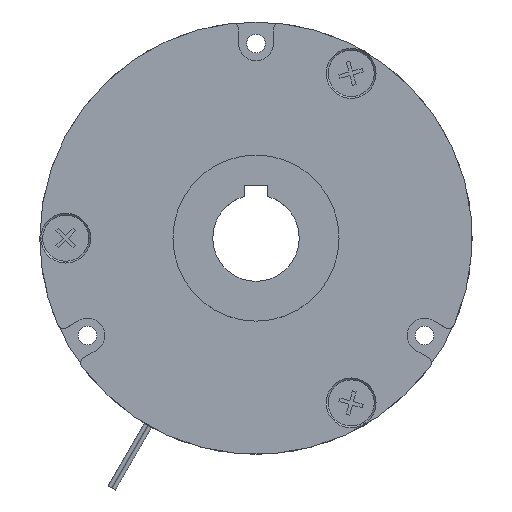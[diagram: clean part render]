
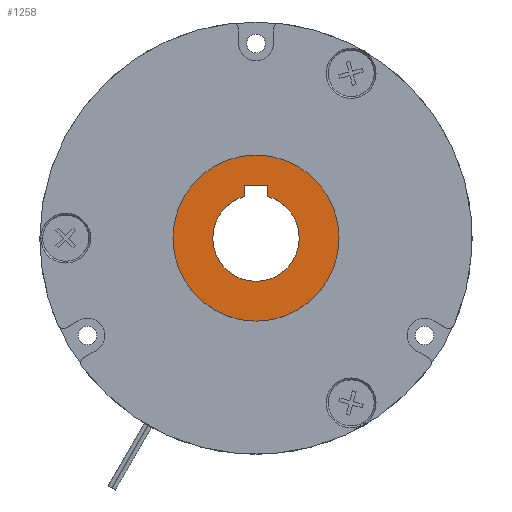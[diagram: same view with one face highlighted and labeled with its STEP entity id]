
A CAD part, top view. The second image highlights one B-rep face of the part: STEP entity #1258.
In plain terms, the highlighted planar face has unit normal (0, 0, 1).
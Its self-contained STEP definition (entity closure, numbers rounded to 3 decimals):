
#15 = CARTESIAN_POINT ( 'NONE',  ( 0., 0., 41.2 ) ) ;
#17 = AXIS2_PLACEMENT_3D ( 'NONE', #3700, #4073, #367 ) ;
#106 = ORIENTED_EDGE ( 'NONE', *, *, #5016, .F. ) ;
#119 = EDGE_LOOP ( 'NONE', ( #4876, #3592 ) ) ;
#120 = CARTESIAN_POINT ( 'NONE',  ( 4., 14.457, 41.2 ) ) ;
#149 = CIRCLE ( 'NONE', #5263, 28.8 ) ;
#176 = DIRECTION ( 'NONE',  ( 0., -1., 0. ) ) ;
#184 = ORIENTED_EDGE ( 'NONE', *, *, #4388, .F. ) ;
#342 = CARTESIAN_POINT ( 'NONE',  ( 0., 0., 41.2 ) ) ;
#359 = CARTESIAN_POINT ( 'NONE',  ( 0., 0., 41.2 ) ) ;
#367 = DIRECTION ( 'NONE',  ( 1., 0., 0. ) ) ;
#391 = VERTEX_POINT ( 'NONE', #2880 ) ;
#558 = CARTESIAN_POINT ( 'NONE',  ( -4., 14.457, 41.2 ) ) ;
#574 = CARTESIAN_POINT ( 'NONE',  ( -4., 14.457, 41.2 ) ) ;
#667 = CARTESIAN_POINT ( 'NONE',  ( 4., 14.457, 41.2 ) ) ;
#735 = VERTEX_POINT ( 'NONE', #1877 ) ;
#758 = CARTESIAN_POINT ( 'NONE',  ( -4., 18.3, 41.2 ) ) ;
#783 = FACE_OUTER_BOUND ( 'NONE', #119, .T. ) ;
#796 = PLANE ( 'NONE',  #17 ) ;
#998 = VECTOR ( 'NONE', #2561, 1000. ) ;
#1166 = VERTEX_POINT ( 'NONE', #1426 ) ;
#1207 = EDGE_CURVE ( 'NONE', #1166, #391, #149, .T. ) ;
#1258 = ADVANCED_FACE ( 'NONE', ( #4914, #783 ), #796, .T. ) ;
#1382 = VECTOR ( 'NONE', #1949, 1000. ) ;
#1426 = CARTESIAN_POINT ( 'NONE',  ( 28.8, 0., 41.2 ) ) ;
#1485 = VERTEX_POINT ( 'NONE', #5137 ) ;
#1490 = EDGE_CURVE ( 'NONE', #735, #3652, #3574, .T. ) ;
#1665 = AXIS2_PLACEMENT_3D ( 'NONE', #4406, #3207, #3257 ) ;
#1766 = CARTESIAN_POINT ( 'NONE',  ( 4., 18.3, 41.2 ) ) ;
#1768 = AXIS2_PLACEMENT_3D ( 'NONE', #359, #2398, #4082 ) ;
#1877 = CARTESIAN_POINT ( 'NONE',  ( -15., 0., 41.2 ) ) ;
#1949 = DIRECTION ( 'NONE',  ( 0., 1., 0. ) ) ;
#2068 = ORIENTED_EDGE ( 'NONE', *, *, #4544, .T. ) ;
#2105 = DIRECTION ( 'NONE',  ( -1., 0., 0. ) ) ;
#2197 = VERTEX_POINT ( 'NONE', #1766 ) ;
#2398 = DIRECTION ( 'NONE',  ( 0., 0., -1. ) ) ;
#2447 = DIRECTION ( 'NONE',  ( -1., 0., 0. ) ) ;
#2561 = DIRECTION ( 'NONE',  ( -1., 0., 0. ) ) ;
#2797 = CIRCLE ( 'NONE', #1665, 28.8 ) ;
#2842 = CARTESIAN_POINT ( 'NONE',  ( 0., 0., 41.2 ) ) ;
#2880 = CARTESIAN_POINT ( 'NONE',  ( -28.8, 0., 41.2 ) ) ;
#3207 = DIRECTION ( 'NONE',  ( 0., 0., -1. ) ) ;
#3252 = VERTEX_POINT ( 'NONE', #120 ) ;
#3257 = DIRECTION ( 'NONE',  ( -1., 0., 0. ) ) ;
#3323 = LINE ( 'NONE', #4625, #998 ) ;
#3418 = CIRCLE ( 'NONE', #3453, 15. ) ;
#3453 = AXIS2_PLACEMENT_3D ( 'NONE', #15, #4112, #2447 ) ;
#3460 = DIRECTION ( 'NONE',  ( 0., 0., -1. ) ) ;
#3498 = EDGE_CURVE ( 'NONE', #1485, #735, #3418, .T. ) ;
#3517 = LINE ( 'NONE', #667, #1382 ) ;
#3574 = CIRCLE ( 'NONE', #5089, 15. ) ;
#3592 = ORIENTED_EDGE ( 'NONE', *, *, #1207, .F. ) ;
#3640 = DIRECTION ( 'NONE',  ( 0., 0., -1. ) ) ;
#3652 = VERTEX_POINT ( 'NONE', #558 ) ;
#3700 = CARTESIAN_POINT ( 'NONE',  ( 0., 0., 41.2 ) ) ;
#3835 = CIRCLE ( 'NONE', #1768, 15. ) ;
#4025 = ORIENTED_EDGE ( 'NONE', *, *, #3498, .T. ) ;
#4073 = DIRECTION ( 'NONE',  ( 0., 0., 1. ) ) ;
#4082 = DIRECTION ( 'NONE',  ( -1., 0., 0. ) ) ;
#4112 = DIRECTION ( 'NONE',  ( 0., 0., -1. ) ) ;
#4178 = EDGE_CURVE ( 'NONE', #2197, #4618, #3323, .T. ) ;
#4349 = LINE ( 'NONE', #574, #4862 ) ;
#4388 = EDGE_CURVE ( 'NONE', #3252, #2197, #3517, .T. ) ;
#4406 = CARTESIAN_POINT ( 'NONE',  ( 0., 0., 41.2 ) ) ;
#4526 = EDGE_CURVE ( 'NONE', #391, #1166, #2797, .T. ) ;
#4544 = EDGE_CURVE ( 'NONE', #3252, #1485, #3835, .T. ) ;
#4618 = VERTEX_POINT ( 'NONE', #758 ) ;
#4625 = CARTESIAN_POINT ( 'NONE',  ( -4., 18.3, 41.2 ) ) ;
#4862 = VECTOR ( 'NONE', #176, 1000. ) ;
#4874 = ORIENTED_EDGE ( 'NONE', *, *, #4178, .F. ) ;
#4876 = ORIENTED_EDGE ( 'NONE', *, *, #4526, .F. ) ;
#4877 = DIRECTION ( 'NONE',  ( -1., 0., 0. ) ) ;
#4884 = ORIENTED_EDGE ( 'NONE', *, *, #1490, .T. ) ;
#4914 = FACE_BOUND ( 'NONE', #5125, .T. ) ;
#5016 = EDGE_CURVE ( 'NONE', #4618, #3652, #4349, .T. ) ;
#5089 = AXIS2_PLACEMENT_3D ( 'NONE', #2842, #3460, #2105 ) ;
#5125 = EDGE_LOOP ( 'NONE', ( #106, #4874, #184, #2068, #4025, #4884 ) ) ;
#5137 = CARTESIAN_POINT ( 'NONE',  ( 15., 0., 41.2 ) ) ;
#5263 = AXIS2_PLACEMENT_3D ( 'NONE', #342, #3640, #4877 ) ;
